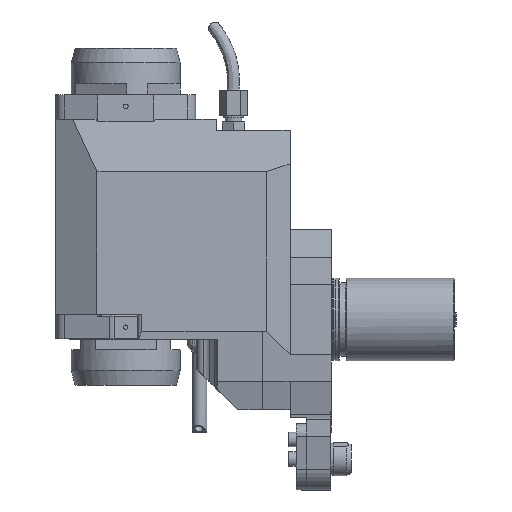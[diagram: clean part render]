
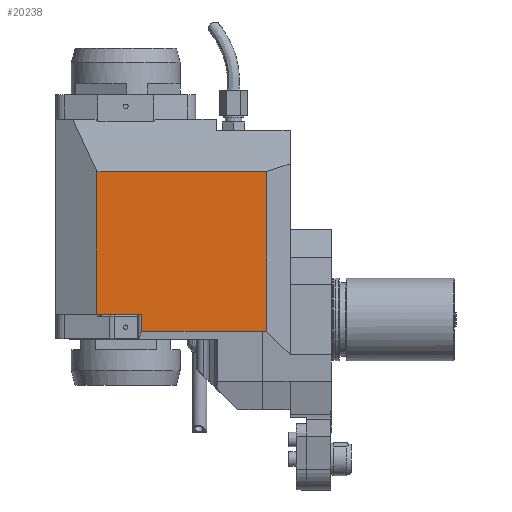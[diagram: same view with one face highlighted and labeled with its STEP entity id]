
A CAD part, left-side view. The second image highlights one B-rep face of the part: STEP entity #20238.
In plain terms, the highlighted planar face has unit normal (-1, 0, 0).
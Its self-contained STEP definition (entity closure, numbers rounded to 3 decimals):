
#244 = EDGE_CURVE ( 'NONE', #10722, #23591, #5770, .T. ) ;
#320 = DIRECTION ( 'NONE',  ( 0., 0., 1. ) ) ;
#800 = AXIS2_PLACEMENT_3D ( 'NONE', #1896, #25631, #19459 ) ;
#887 = DIRECTION ( 'NONE',  ( 0., -1., 0. ) ) ;
#1024 = EDGE_CURVE ( 'NONE', #16817, #23591, #16067, .T. ) ;
#1245 = DIRECTION ( 'NONE',  ( 0., 0., 1. ) ) ;
#1896 = CARTESIAN_POINT ( 'NONE',  ( -38., 0., 0. ) ) ;
#2211 = VERTEX_POINT ( 'NONE', #22850 ) ;
#2849 = EDGE_CURVE ( 'NONE', #16817, #20293, #13077, .T. ) ;
#2914 = VECTOR ( 'NONE', #887, 1000. ) ;
#3192 = LINE ( 'NONE', #19053, #15231 ) ;
#3206 = DIRECTION ( 'NONE',  ( 0., 1., 0. ) ) ;
#3316 = VECTOR ( 'NONE', #25565, 1000. ) ;
#4988 = VERTEX_POINT ( 'NONE', #21455 ) ;
#5770 = LINE ( 'NONE', #17618, #10291 ) ;
#6010 = VERTEX_POINT ( 'NONE', #22978 ) ;
#6166 = DIRECTION ( 'NONE',  ( 0., -1., 0. ) ) ;
#6268 = ORIENTED_EDGE ( 'NONE', *, *, #2849, .T. ) ;
#6756 = EDGE_LOOP ( 'NONE', ( #6268, #22662, #12870, #20097, #16136, #23089, #13639 ) ) ;
#9285 = CARTESIAN_POINT ( 'NONE',  ( -38., -66.5, -55.78 ) ) ;
#10205 = CARTESIAN_POINT ( 'NONE',  ( -38., 14., 22. ) ) ;
#10291 = VECTOR ( 'NONE', #320, 1000. ) ;
#10551 = EDGE_CURVE ( 'NONE', #4988, #2211, #10922, .T. ) ;
#10722 = VERTEX_POINT ( 'NONE', #15075 ) ;
#10740 = DIRECTION ( 'NONE',  ( 0., 0., -1. ) ) ;
#10922 = LINE ( 'NONE', #25254, #2914 ) ;
#11442 = CARTESIAN_POINT ( 'NONE',  ( -38., 34., -47.5 ) ) ;
#11563 = PLANE ( 'NONE',  #800 ) ;
#12870 = ORIENTED_EDGE ( 'NONE', *, *, #13532, .F. ) ;
#13077 = LINE ( 'NONE', #16729, #19009 ) ;
#13532 = EDGE_CURVE ( 'NONE', #4988, #6010, #3192, .T. ) ;
#13639 = ORIENTED_EDGE ( 'NONE', *, *, #1024, .F. ) ;
#13726 = VECTOR ( 'NONE', #3206, 1000. ) ;
#15075 = CARTESIAN_POINT ( 'NONE',  ( -38., -68.57, -55.78 ) ) ;
#15231 = VECTOR ( 'NONE', #1245, 1000. ) ;
#16067 = LINE ( 'NONE', #19694, #25297 ) ;
#16136 = ORIENTED_EDGE ( 'NONE', *, *, #25735, .T. ) ;
#16729 = CARTESIAN_POINT ( 'NONE',  ( -38., 14., 47.5 ) ) ;
#16817 = VERTEX_POINT ( 'NONE', #10205 ) ;
#17183 = EDGE_CURVE ( 'NONE', #6010, #20293, #17266, .T. ) ;
#17266 = LINE ( 'NONE', #11442, #13726 ) ;
#17270 = FACE_OUTER_BOUND ( 'NONE', #6756, .T. ) ;
#17618 = CARTESIAN_POINT ( 'NONE',  ( -38., -68.57, -55.78 ) ) ;
#19009 = VECTOR ( 'NONE', #10740, 1000. ) ;
#19053 = CARTESIAN_POINT ( 'NONE',  ( -38., -7.81, -93.025 ) ) ;
#19459 = DIRECTION ( 'NONE',  ( 0., 0., 1. ) ) ;
#19694 = CARTESIAN_POINT ( 'NONE',  ( -38., 34., 22. ) ) ;
#20097 = ORIENTED_EDGE ( 'NONE', *, *, #10551, .T. ) ;
#20238 = ADVANCED_FACE ( 'Defeature completata2_9', ( #17270 ), #11563, .T. ) ;
#20293 = VERTEX_POINT ( 'NONE', #22242 ) ;
#21455 = CARTESIAN_POINT ( 'NONE',  ( -38., -7.81, -55.78 ) ) ;
#22242 = CARTESIAN_POINT ( 'NONE',  ( -38., 14., -47.5 ) ) ;
#22662 = ORIENTED_EDGE ( 'NONE', *, *, #17183, .F. ) ;
#22850 = CARTESIAN_POINT ( 'NONE',  ( -38., -66.5, -55.78 ) ) ;
#22978 = CARTESIAN_POINT ( 'NONE',  ( -38., -7.81, -47.5 ) ) ;
#23089 = ORIENTED_EDGE ( 'NONE', *, *, #244, .T. ) ;
#23591 = VERTEX_POINT ( 'NONE', #25597 ) ;
#25254 = CARTESIAN_POINT ( 'NONE',  ( -38., 34., -55.78 ) ) ;
#25297 = VECTOR ( 'NONE', #6166, 1000. ) ;
#25307 = LINE ( 'NONE', #9285, #3316 ) ;
#25565 = DIRECTION ( 'NONE',  ( 0., -1., 0. ) ) ;
#25597 = CARTESIAN_POINT ( 'NONE',  ( -38., -68.57, 22. ) ) ;
#25631 = DIRECTION ( 'NONE',  ( -1., 0., 0. ) ) ;
#25735 = EDGE_CURVE ( 'NONE', #2211, #10722, #25307, .T. ) ;
